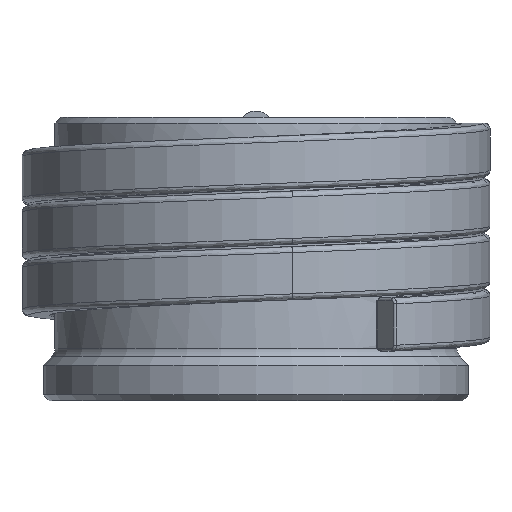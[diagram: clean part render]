
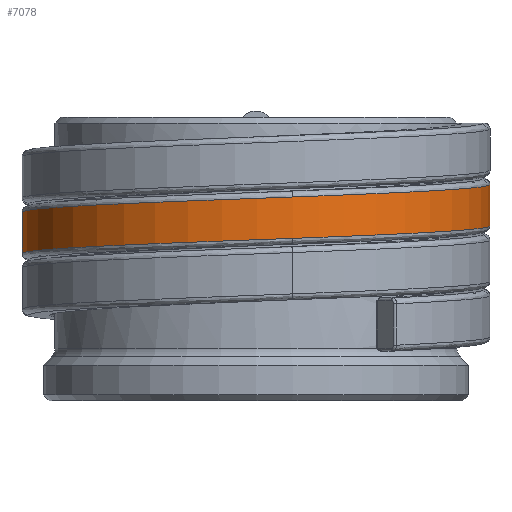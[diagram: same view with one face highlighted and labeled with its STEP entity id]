
A CAD part, left-side view. The second image highlights one B-rep face of the part: STEP entity #7078.
In plain terms, the highlighted cylindrical face has radius 19.8 mm (diameter 39.6 mm), a partial arc.
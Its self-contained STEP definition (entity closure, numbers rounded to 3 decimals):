
#870=DIRECTION('',(0.,0.,1.));
#871=VECTOR('',#870,3.5);
#872=CARTESIAN_POINT('',(18.477,-7.116,-13.));
#873=LINE('',#872,#871);
#1742=CARTESIAN_POINT('',(9.104,-17.583,
-5.343));
#1743=CARTESIAN_POINT('',(7.996,-18.157,
-5.39));
#1744=CARTESIAN_POINT('',(5.67,-19.094,
-5.484));
#1745=CARTESIAN_POINT('',(1.979,-19.82,
-5.626));
#1746=CARTESIAN_POINT('',(-1.783,-19.838,
-5.767));
#1747=CARTESIAN_POINT('',(-5.481,-19.149,
-5.909));
#1748=CARTESIAN_POINT('',(-8.983,-17.778,
-6.05));
#1749=CARTESIAN_POINT('',(-12.166,-15.772,
-6.191));
#1750=CARTESIAN_POINT('',(-14.914,-13.203,
-6.333));
#1751=CARTESIAN_POINT('',(-17.13,-10.164,
-6.474));
#1752=CARTESIAN_POINT('',(-18.736,-6.762,
-6.616));
#1753=CARTESIAN_POINT('',(-19.36,-4.333,
-6.71));
#1754=CARTESIAN_POINT('',(-19.556,-3.1,
-6.757));
#1827=CARTESIAN_POINT('',(-19.556,-3.1,
-10.257));
#2127=CARTESIAN_POINT('',(-19.556,-3.1,
-6.757));
#2134=CARTESIAN_POINT('',(-19.556,-3.1,
-6.757));
#2135=CARTESIAN_POINT('',(-19.755,-1.842,
-6.806));
#2136=CARTESIAN_POINT('',(-19.911,0.712,
-6.902));
#2137=CARTESIAN_POINT('',(-19.404,4.517,
-7.046));
#2138=CARTESIAN_POINT('',(-18.178,8.155,
-7.19));
#2139=CARTESIAN_POINT('',(-16.277,11.489,
-7.335));
#2140=CARTESIAN_POINT('',(-13.771,14.398,
-7.479));
#2141=CARTESIAN_POINT('',(-10.754,16.771,
-7.623));
#2142=CARTESIAN_POINT('',(-7.338,18.523,
-7.768));
#2143=CARTESIAN_POINT('',(-3.65,19.586,
-7.912));
#2144=CARTESIAN_POINT('',(0.174,19.923,
-8.057));
#2145=CARTESIAN_POINT('',(3.991,19.519,-8.201));
#2146=CARTESIAN_POINT('',(7.66,18.392,-8.345));
#2147=CARTESIAN_POINT('',(11.045,16.581,-8.49));
#2148=CARTESIAN_POINT('',(14.02,14.155,-8.634));
#2149=CARTESIAN_POINT('',(16.475,11.204,-8.778));
#2150=CARTESIAN_POINT('',(18.317,7.836,-8.923));
#2151=CARTESIAN_POINT('',(19.48,4.178,-9.067));
#2152=CARTESIAN_POINT('',(19.92,0.365,
-9.211));
#2153=CARTESIAN_POINT('',(19.62,-3.462,
-9.356));
#2154=CARTESIAN_POINT('',(18.935,-5.928,
-9.452));
#2155=CARTESIAN_POINT('',(18.477,-7.116,-9.5));
#2175=CARTESIAN_POINT('',(9.104,-17.583,
-8.843));
#2176=CARTESIAN_POINT('',(7.996,-18.157,
-8.89));
#2177=CARTESIAN_POINT('',(5.67,-19.094,
-8.984));
#2178=CARTESIAN_POINT('',(1.979,-19.82,
-9.126));
#2179=CARTESIAN_POINT('',(-1.783,-19.838,
-9.267));
#2180=CARTESIAN_POINT('',(-5.481,-19.149,
-9.409));
#2181=CARTESIAN_POINT('',(-8.983,-17.778,
-9.55));
#2182=CARTESIAN_POINT('',(-12.166,-15.772,
-9.691));
#2183=CARTESIAN_POINT('',(-14.914,-13.203,
-9.833));
#2184=CARTESIAN_POINT('',(-17.13,-10.164,
-9.974));
#2185=CARTESIAN_POINT('',(-18.736,-6.762,
-10.116));
#2186=CARTESIAN_POINT('',(-19.36,-4.333,
-10.21));
#2187=CARTESIAN_POINT('',(-19.556,-3.1,
-10.257));
#2189=CARTESIAN_POINT('',(-19.556,-3.1,
-10.257));
#2190=CARTESIAN_POINT('',(-19.755,-1.842,
-10.306));
#2191=CARTESIAN_POINT('',(-19.911,0.712,
-10.402));
#2192=CARTESIAN_POINT('',(-19.404,4.517,
-10.546));
#2193=CARTESIAN_POINT('',(-18.178,8.155,
-10.69));
#2194=CARTESIAN_POINT('',(-16.277,11.489,
-10.835));
#2195=CARTESIAN_POINT('',(-13.771,14.398,
-10.979));
#2196=CARTESIAN_POINT('',(-10.754,16.771,
-11.123));
#2197=CARTESIAN_POINT('',(-7.338,18.523,
-11.268));
#2198=CARTESIAN_POINT('',(-3.65,19.586,
-11.412));
#2199=CARTESIAN_POINT('',(0.174,19.923,
-11.557));
#2200=CARTESIAN_POINT('',(3.991,19.519,-11.701));
#2201=CARTESIAN_POINT('',(7.66,18.392,-11.845));
#2202=CARTESIAN_POINT('',(11.045,16.581,-11.99));
#2203=CARTESIAN_POINT('',(14.02,14.155,-12.134));
#2204=CARTESIAN_POINT('',(16.475,11.204,-12.278));
#2205=CARTESIAN_POINT('',(18.317,7.836,-12.423));
#2206=CARTESIAN_POINT('',(19.48,4.178,-12.567));
#2207=CARTESIAN_POINT('',(19.92,0.365,
-12.711));
#2208=CARTESIAN_POINT('',(19.62,-3.462,
-12.856));
#2209=CARTESIAN_POINT('',(18.935,-5.928,
-12.952));
#2210=CARTESIAN_POINT('',(18.477,-7.116,-13.));
#2212=DIRECTION('',(0.,0.,1.));
#2213=VECTOR('',#2212,3.5);
#2214=CARTESIAN_POINT('',(9.104,-17.583,
-8.843));
#2215=LINE('',#2214,#2213);
#3727=CARTESIAN_POINT('',(9.104,-17.583,
-8.843));
#3728=CARTESIAN_POINT('',(9.104,-17.583,
-5.343));
#3729=VERTEX_POINT('',#3727);
#3730=VERTEX_POINT('',#3728);
#3739=VERTEX_POINT('',#1827);
#3740=VERTEX_POINT('',#2127);
#3744=VERTEX_POINT('',#2210);
#3745=VERTEX_POINT('',#2155);
#7065=CARTESIAN_POINT('',(0.,0.,-0.5));
#7066=DIRECTION('',(0.,0.,-1.));
#7067=DIRECTION('',(0.46,-0.888,0.));
#7068=AXIS2_PLACEMENT_3D('',#7065,#7066,#7067);
#7069=CYLINDRICAL_SURFACE('',#7068,19.8);
#7070=ORIENTED_EDGE('',*,*,#6398,.T.);
#7071=ORIENTED_EDGE('',*,*,#6452,.T.);
#7072=ORIENTED_EDGE('',*,*,#4705,.T.);
#7073=ORIENTED_EDGE('',*,*,#7043,.F.);
#7074=ORIENTED_EDGE('',*,*,#6250,.F.);
#7075=ORIENTED_EDGE('',*,*,#4671,.F.);
#7076=EDGE_LOOP('',(#7070,#7071,#7072,#7073,#7074,#7075));
#7077=FACE_OUTER_BOUND('',#7076,.F.);
#1755=B_SPLINE_CURVE_WITH_KNOTS('',3,(#1742,#1743,#1744,#1745,#1746,#1747,#1748,
#1749,#1750,#1751,#1752,#1753,#1754),.UNSPECIFIED.,.F.,.F.,(4,1,1,1,1,1,1,1,1,1,
4),(0.,0.1,0.2,0.3,0.4,0.5,0.6,0.7,0.8,0.9,1.),
.UNSPECIFIED.);
#2156=B_SPLINE_CURVE_WITH_KNOTS('',3,(#2134,#2135,#2136,#2137,#2138,#2139,#2140,
#2141,#2142,#2143,#2144,#2145,#2146,#2147,#2148,#2149,#2150,#2151,#2152,#2153,
#2154,#2155),.UNSPECIFIED.,.F.,.F.,(4,1,1,1,1,1,1,1,1,1,1,1,1,1,1,1,1,1,1,4),(
0.,0.053,0.105,0.158,0.211,
0.263,0.316,0.368,0.421,
0.474,0.526,0.579,0.632,
0.684,0.737,0.789,0.842,
0.895,0.947,1.),.UNSPECIFIED.);
#2188=B_SPLINE_CURVE_WITH_KNOTS('',3,(#2175,#2176,#2177,#2178,#2179,#2180,#2181,
#2182,#2183,#2184,#2185,#2186,#2187),.UNSPECIFIED.,.F.,.F.,(4,1,1,1,1,1,1,1,1,1,
4),(0.,0.1,0.2,0.3,0.4,0.5,0.6,0.7,0.8,0.9,1.),
.UNSPECIFIED.);
#2211=B_SPLINE_CURVE_WITH_KNOTS('',3,(#2189,#2190,#2191,#2192,#2193,#2194,#2195,
#2196,#2197,#2198,#2199,#2200,#2201,#2202,#2203,#2204,#2205,#2206,#2207,#2208,
#2209,#2210),.UNSPECIFIED.,.F.,.F.,(4,1,1,1,1,1,1,1,1,1,1,1,1,1,1,1,1,1,1,4),(
0.,0.053,0.105,0.158,0.211,
0.263,0.316,0.368,0.421,
0.474,0.526,0.579,0.632,
0.684,0.737,0.789,0.842,
0.895,0.947,1.),.UNSPECIFIED.);
#4671=EDGE_CURVE('',#3729,#3730,#2215,.T.);
#4705=EDGE_CURVE('',#3744,#3745,#873,.T.);
#6250=EDGE_CURVE('',#3730,#3740,#1755,.T.);
#6398=EDGE_CURVE('',#3729,#3739,#2188,.T.);
#6452=EDGE_CURVE('',#3739,#3744,#2211,.T.);
#7043=EDGE_CURVE('',#3740,#3745,#2156,.T.);
#7078=ADVANCED_FACE('',(#7077),#7069,.T.);
